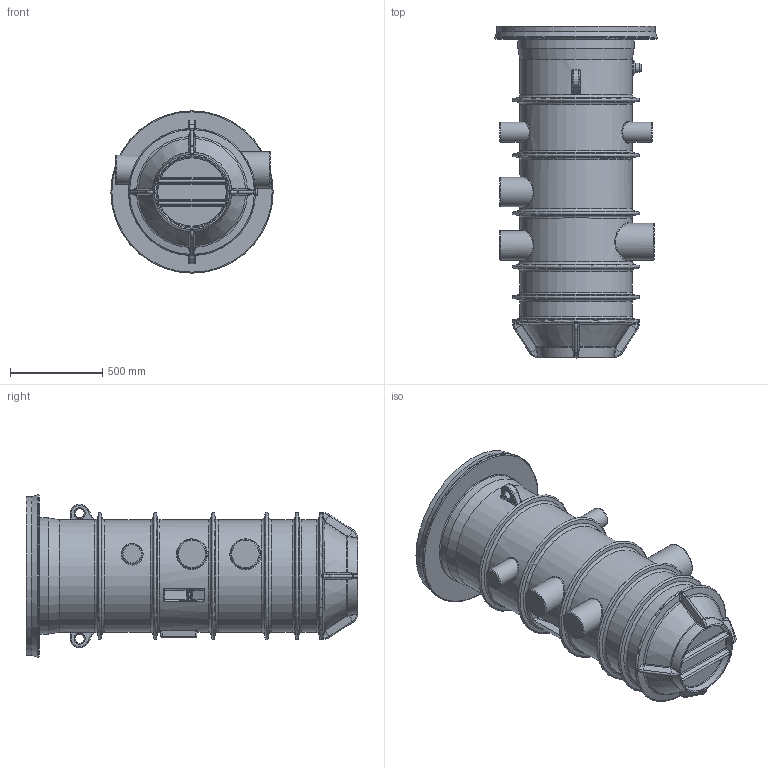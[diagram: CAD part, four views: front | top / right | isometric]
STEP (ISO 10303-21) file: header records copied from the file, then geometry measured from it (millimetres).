
FILE_DESCRIPTION(/* description */ (''),/* implementation_level */ '2;1');
FILE_NAME(/* name */ '2543049c3d001_02.stp',/* time_stamp */ '2023-08-28T11:44:06+02:00',/* author */ (''),/* organization */ ('WILO SE'),/* preprocessor_version */ 'ST-DEVELOPER v16.7',/* originating_system */ 'SIEMENS PLM Software NX 12.0',/* authorisation */ '');
FILE_SCHEMA (('AUTOMOTIVE_DESIGN { 1 0 10303 214 3 1 1 1 }'));
Products named in the file (1): Hild087011143dwg
Bounding box: 880 x 1799.98 x 880 mm (x, y, z)
Volume: 42213043.5 mm3; surface area: 10703333 mm2
Topology: 9 solids, 11 shells, 1355 faces, 3289 edges, 1942 vertices
Faces by surface type: plane 460, cylinder 321, bspline 304, cone 132, torus 106, sphere 32
Full cylindrical faces by diameter (mm): 34 x3, 36.3 x1, 40 x3, 40.1 x1, 40.9 x2, 41.91 x1, 42.1 x1, 44.3 x2, 48 x2, 50 x2, 50.3 x1, 51 x1, 53.7 x1, 66 x2, 84 x1, 93 x2, 109 x2, 143 x2, 159 x2, 183 x1, 199 x1, 594 x6, 610 x6, 614 x1, 630 x1, 844 x1, 860 x1, 864 x1, 880 x1
Entity records: 50851 total; most frequent: CARTESIAN_POINT 21237, ORIENTED_EDGE 6062, DIRECTION 5719, EDGE_CURVE 3031, AXIS2_PLACEMENT_3D 2253, VERTEX_POINT 1892, EDGE_LOOP 1579, ADVANCED_FACE 1355
